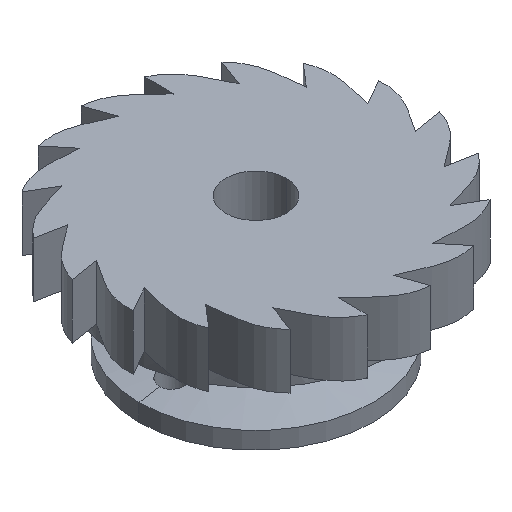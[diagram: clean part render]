
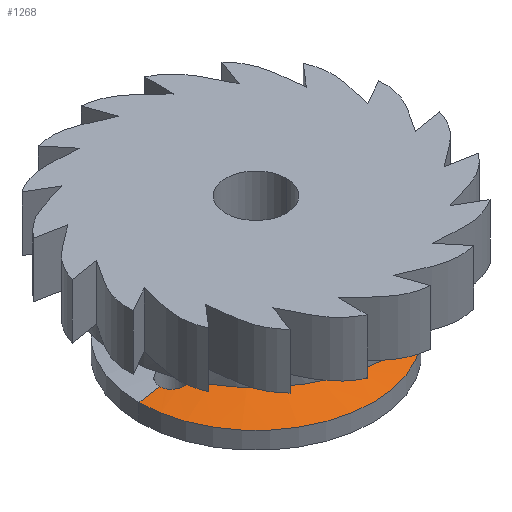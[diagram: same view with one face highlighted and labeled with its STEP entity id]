
A CAD part, isometric view. The second image highlights one B-rep face of the part: STEP entity #1268.
In plain terms, the highlighted conical face has half-angle 80.538 degrees and reference radius 5 mm.
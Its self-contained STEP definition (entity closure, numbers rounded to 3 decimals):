
#73 = DIRECTION ( 'NONE',  ( -1., 0., 0. ) ) ;
#87 = ORIENTED_EDGE ( 'NONE', *, *, #379, .T. ) ;
#93 = CARTESIAN_POINT ( 'NONE',  ( -2.5, 0., 0.917 ) ) ;
#95 = LINE ( 'NONE', #1400, #500 ) ;
#127 = CARTESIAN_POINT ( 'NONE',  ( -5., 0., 0.5 ) ) ;
#175 = VERTEX_POINT ( 'NONE', #189 ) ;
#178 = CARTESIAN_POINT ( 'NONE',  ( 0., 0., 0.5 ) ) ;
#189 = CARTESIAN_POINT ( 'NONE',  ( 4.25, 0., 0.625 ) ) ;
#248 = ORIENTED_EDGE ( 'NONE', *, *, #1986, .F. ) ;
#252 = CIRCLE ( 'NONE', #660, 2. ) ;
#286 = LINE ( 'NONE', #127, #1418 ) ;
#291 = DIRECTION ( 'NONE',  ( -0.986, 0., -0.164 ) ) ;
#329 = ORIENTED_EDGE ( 'NONE', *, *, #1015, .T. ) ;
#347 = CARTESIAN_POINT ( 'NONE',  ( -4.25, 0., 0.625 ) ) ;
#379 = EDGE_CURVE ( 'NONE', #1799, #966, #252, .T. ) ;
#396 = CARTESIAN_POINT ( 'NONE',  ( -3.5, 0., 0.75 ) ) ;
#426 = CARTESIAN_POINT ( 'NONE',  ( -2.74, -0.446, 0.871 ) ) ;
#460 = VERTEX_POINT ( 'NONE', #396 ) ;
#476 = CONICAL_SURFACE ( 'NONE', #1240, 5., 1.406 ) ;
#500 = VECTOR ( 'NONE', #291, 1000. ) ;
#522 = DIRECTION ( 'NONE',  ( 0., 0., -1. ) ) ;
#572 = CARTESIAN_POINT ( 'NONE',  ( -3.128, -0.5, 0.805 ) ) ;
#590 = EDGE_CURVE ( 'NONE', #1799, #175, #1581, .T. ) ;
#627 = DIRECTION ( 'NONE',  ( 0.986, 0., -0.164 ) ) ;
#660 = AXIS2_PLACEMENT_3D ( 'NONE', #978, #1945, #1631 ) ;
#670 = FACE_OUTER_BOUND ( 'NONE', #1623, .T. ) ;
#736 = CARTESIAN_POINT ( 'NONE',  ( -2.5, 0., 0.917 ) ) ;
#834 = ORIENTED_EDGE ( 'NONE', *, *, #1080, .T. ) ;
#966 = VERTEX_POINT ( 'NONE', #1875 ) ;
#978 = CARTESIAN_POINT ( 'NONE',  ( 0., 0., 1. ) ) ;
#1000 = AXIS2_PLACEMENT_3D ( 'NONE', #1037, #1516, #73 ) ;
#1015 = EDGE_CURVE ( 'NONE', #966, #2075, #95, .T. ) ;
#1037 = CARTESIAN_POINT ( 'NONE',  ( 0., 0., 0.625 ) ) ;
#1080 = EDGE_CURVE ( 'NONE', #460, #1278, #286, .T. ) ;
#1116 = VECTOR ( 'NONE', #627, 1000. ) ;
#1141 = CARTESIAN_POINT ( 'NONE',  ( 2., 0., 1. ) ) ;
#1181 = ORIENTED_EDGE ( 'NONE', *, *, #590, .F. ) ;
#1214 = CARTESIAN_POINT ( 'NONE',  ( -2.5, -0.133, 0.917 ) ) ;
#1240 = AXIS2_PLACEMENT_3D ( 'NONE', #178, #522, #1960 ) ;
#1268 = ADVANCED_FACE ( 'NONE', ( #670 ), #476, .T. ) ;
#1278 = VERTEX_POINT ( 'NONE', #347 ) ;
#1371 = CARTESIAN_POINT ( 'NONE',  ( -3.445, -0.263, 0.758 ) ) ;
#1400 = CARTESIAN_POINT ( 'NONE',  ( -5., 0., 0.5 ) ) ;
#1418 = VECTOR ( 'NONE', #2027, 1000. ) ;
#1436 = B_SPLINE_CURVE_WITH_KNOTS ( 'NONE', 3,
 ( #1953, #1961, #1371, #1530, #572, #1672, #426, #1844, #1214, #736 ),
 .UNSPECIFIED., .F., .F.,
 ( 4, 2, 2, 2, 4 ),
 ( 0.003, 0.003, 0.004, 0.004, 0.004 ),
 .UNSPECIFIED. ) ;
#1456 = ORIENTED_EDGE ( 'NONE', *, *, #2049, .T. ) ;
#1516 = DIRECTION ( 'NONE',  ( 0., 0., 1. ) ) ;
#1530 = CARTESIAN_POINT ( 'NONE',  ( -3.258, -0.448, 0.785 ) ) ;
#1570 = CARTESIAN_POINT ( 'NONE',  ( 5., 0., 0.5 ) ) ;
#1581 = LINE ( 'NONE', #1570, #1116 ) ;
#1606 = CIRCLE ( 'NONE', #1000, 4.25 ) ;
#1623 = EDGE_LOOP ( 'NONE', ( #1181, #87, #329, #248, #834, #1456 ) ) ;
#1631 = DIRECTION ( 'NONE',  ( -1., 0., 0. ) ) ;
#1672 = CARTESIAN_POINT ( 'NONE',  ( -2.869, -0.5, 0.848 ) ) ;
#1799 = VERTEX_POINT ( 'NONE', #1141 ) ;
#1844 = CARTESIAN_POINT ( 'NONE',  ( -2.555, -0.263, 0.905 ) ) ;
#1875 = CARTESIAN_POINT ( 'NONE',  ( -2., 0., 1. ) ) ;
#1945 = DIRECTION ( 'NONE',  ( 0., 0., -1. ) ) ;
#1953 = CARTESIAN_POINT ( 'NONE',  ( -3.5, 0., 0.75 ) ) ;
#1960 = DIRECTION ( 'NONE',  ( -1., 0., 0. ) ) ;
#1961 = CARTESIAN_POINT ( 'NONE',  ( -3.5, -0.131, 0.75 ) ) ;
#1986 = EDGE_CURVE ( 'NONE', #460, #2075, #1436, .T. ) ;
#2027 = DIRECTION ( 'NONE',  ( -0.986, 0., -0.164 ) ) ;
#2049 = EDGE_CURVE ( 'NONE', #1278, #175, #1606, .T. ) ;
#2075 = VERTEX_POINT ( 'NONE', #93 ) ;
